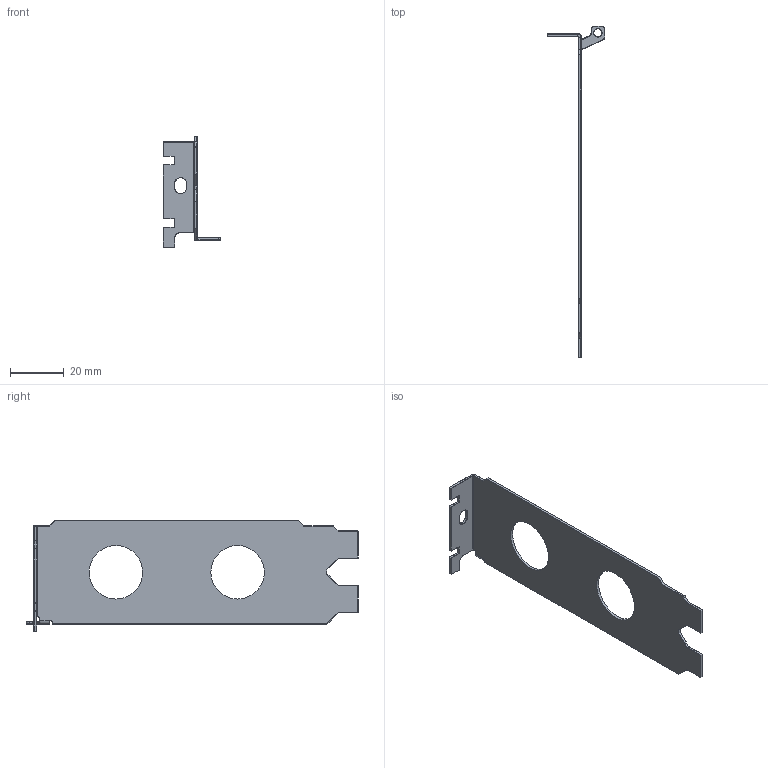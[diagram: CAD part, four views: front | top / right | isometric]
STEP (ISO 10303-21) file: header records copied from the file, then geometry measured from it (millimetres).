
FILE_DESCRIPTION(/* description */ (''),/* implementation_level */ '2;1');
FILE_NAME(/* name */ 'titan dual bracket v6.step',/* time_stamp */ '2024-06-30T09:06:03-03:00',/* author */ (''),/* organization */ (''),/* preprocessor_version */ 'ST-DEVELOPER v20',/* originating_system */ 'Autodesk Translation Framework v13.14.0.145',/* authorisation */ '');
FILE_SCHEMA (('AUTOMOTIVE_DESIGN { 1 0 10303 214 3 1 1 }'));
Length unit declared in the file: millimetre
Products named in the file (1): titan dual bracket
Bounding box: 21.48 x 124.1 x 41.5 mm (x, y, z)
Volume: 4249.4 mm3; surface area: 9021.1 mm2
Topology: 1 solids, 1 shells, 269 faces, 616 edges, 321 vertices
Faces by surface type: cylinder 127, torus 52, plane 51, sphere 36, bspline 3
Full cylindrical faces by diameter (mm): 3 x1, 20 x2
Entity records: 7340 total; most frequent: DIRECTION 1438, CARTESIAN_POINT 1250, ORIENTED_EDGE 1178, AXIS2_PLACEMENT_3D 590, EDGE_CURVE 589, VERTEX_POINT 322, CIRCLE 318, EDGE_LOOP 277
